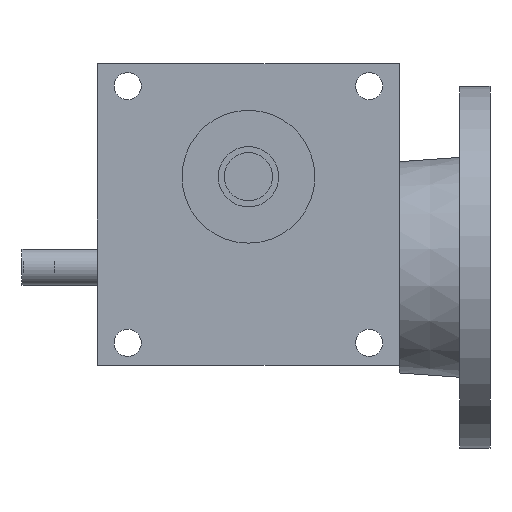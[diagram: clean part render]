
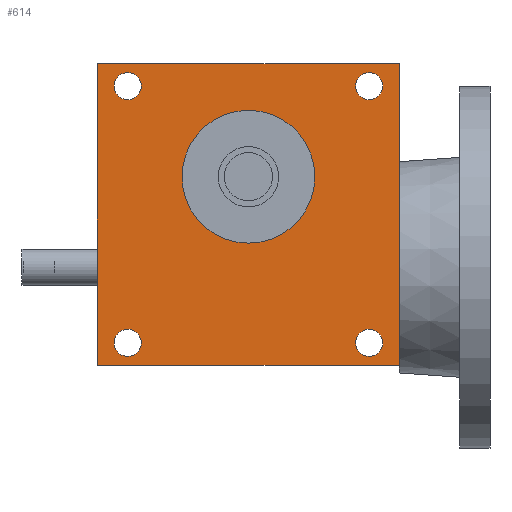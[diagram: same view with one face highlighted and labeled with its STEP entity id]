
A CAD part, front view. The second image highlights one B-rep face of the part: STEP entity #614.
In plain terms, the highlighted planar face has unit normal (0, -1, 0).
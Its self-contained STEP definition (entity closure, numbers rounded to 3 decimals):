
#614 = ADVANCED_FACE( '', ( #1278, #1279, #1280, #1281, #1282, #1283 ), #1284, .F. );
#1278 = FACE_BOUND( '', #1959, .T. );
#1279 = FACE_BOUND( '', #1960, .T. );
#1280 = FACE_BOUND( '', #1961, .T. );
#1281 = FACE_BOUND( '', #1962, .T. );
#1282 = FACE_BOUND( '', #1963, .T. );
#1283 = FACE_OUTER_BOUND( '', #1964, .T. );
#1284 = PLANE( '', #1965 );
#1959 = EDGE_LOOP( '', ( #3377 ) );
#1960 = EDGE_LOOP( '', ( #3378 ) );
#1961 = EDGE_LOOP( '', ( #3379 ) );
#1962 = EDGE_LOOP( '', ( #3380 ) );
#1963 = EDGE_LOOP( '', ( #3381 ) );
#1964 = EDGE_LOOP( '', ( #3382, #3383, #3384, #3385 ) );
#1965 = AXIS2_PLACEMENT_3D( '', #3386, #3387, #3388 );
#3377 = ORIENTED_EDGE( '', *, *, #4083, .T. );
#3378 = ORIENTED_EDGE( '', *, *, #3691, .T. );
#3379 = ORIENTED_EDGE( '', *, *, #3780, .T. );
#3380 = ORIENTED_EDGE( '', *, *, #4232, .T. );
#3381 = ORIENTED_EDGE( '', *, *, #3928, .T. );
#3382 = ORIENTED_EDGE( '', *, *, #3826, .T. );
#3383 = ORIENTED_EDGE( '', *, *, #3988, .F. );
#3384 = ORIENTED_EDGE( '', *, *, #4074, .F. );
#3385 = ORIENTED_EDGE( '', *, *, #4024, .T. );
#3386 = CARTESIAN_POINT( '', ( -50., -35., 50. ) );
#3387 = DIRECTION( '', ( 0., 1., 0. ) );
#3388 = DIRECTION( '', ( 0., 0., 1. ) );
#3691 = EDGE_CURVE( '', #4307, #4307, #4308, .T. );
#3780 = EDGE_CURVE( '', #4461, #4461, #4462, .T. );
#3826 = EDGE_CURVE( '', #4536, #4540, #4542, .T. );
#3928 = EDGE_CURVE( '', #4709, #4709, #4710, .T. );
#3988 = EDGE_CURVE( '', #4795, #4540, #4797, .T. );
#4024 = EDGE_CURVE( '', #4851, #4536, #4852, .T. );
#4074 = EDGE_CURVE( '', #4851, #4795, #4923, .T. );
#4083 = EDGE_CURVE( '', #4933, #4933, #4934, .T. );
#4232 = EDGE_CURVE( '', #5127, #5127, #5128, .T. );
#4307 = VERTEX_POINT( '', #5235 );
#4308 = CIRCLE( '', #5236, 4.5 );
#4461 = VERTEX_POINT( '', #5458 );
#4462 = CIRCLE( '', #5459, 4.5 );
#4536 = VERTEX_POINT( '', #5553 );
#4540 = VERTEX_POINT( '', #5559 );
#4542 = LINE( '', #5562, #5563 );
#4709 = VERTEX_POINT( '', #5789 );
#4710 = CIRCLE( '', #5790, 22. );
#4795 = VERTEX_POINT( '', #5900 );
#4797 = LINE( '', #5903, #5904 );
#4851 = VERTEX_POINT( '', #5970 );
#4852 = LINE( '', #5971, #5972 );
#4923 = LINE( '', #6073, #6074 );
#4933 = VERTEX_POINT( '', #6088 );
#4934 = CIRCLE( '', #6089, 4.5 );
#5127 = VERTEX_POINT( '', #6337 );
#5128 = CIRCLE( '', #6338, 4.5 );
#5235 = CARTESIAN_POINT( '', ( -35.5, -35., 42.5 ) );
#5236 = AXIS2_PLACEMENT_3D( '', #6417, #6418, #6419 );
#5458 = CARTESIAN_POINT( '', ( -35.5, -35., -42.5 ) );
#5459 = AXIS2_PLACEMENT_3D( '', #6544, #6545, #6546 );
#5553 = CARTESIAN_POINT( '', ( -50., -35., -50. ) );
#5559 = CARTESIAN_POINT( '', ( 50., -35., -50. ) );
#5562 = CARTESIAN_POINT( '', ( -50., -35., -50. ) );
#5563 = VECTOR( '', #6609, 1000. );
#5789 = CARTESIAN_POINT( '', ( 22., -35., 12.5 ) );
#5790 = AXIS2_PLACEMENT_3D( '', #6720, #6721, #6722 );
#5900 = CARTESIAN_POINT( '', ( 50., -35., 50. ) );
#5903 = CARTESIAN_POINT( '', ( 50., -35., 50. ) );
#5904 = VECTOR( '', #6797, 1000. );
#5970 = CARTESIAN_POINT( '', ( -50., -35., 50. ) );
#5971 = CARTESIAN_POINT( '', ( -50., -35., 50. ) );
#5972 = VECTOR( '', #6846, 1000. );
#6073 = CARTESIAN_POINT( '', ( -50., -35., 50. ) );
#6074 = VECTOR( '', #6895, 1000. );
#6088 = CARTESIAN_POINT( '', ( 44.5, -35., 42.5 ) );
#6089 = AXIS2_PLACEMENT_3D( '', #6900, #6901, #6902 );
#6337 = CARTESIAN_POINT( '', ( 44.5, -35., -42.5 ) );
#6338 = AXIS2_PLACEMENT_3D( '', #7078, #7079, #7080 );
#6417 = CARTESIAN_POINT( '', ( -40., -35., 42.5 ) );
#6418 = DIRECTION( '', ( 0., 1., 0. ) );
#6419 = DIRECTION( '', ( 1., 0., 0. ) );
#6544 = CARTESIAN_POINT( '', ( -40., -35., -42.5 ) );
#6545 = DIRECTION( '', ( 0., 1., 0. ) );
#6546 = DIRECTION( '', ( 1., 0., 0. ) );
#6609 = DIRECTION( '', ( 1., 0., 0. ) );
#6720 = CARTESIAN_POINT( '', ( 0., -35., 12.5 ) );
#6721 = DIRECTION( '', ( 0., 1., 0. ) );
#6722 = DIRECTION( '', ( 1., 0., 0. ) );
#6797 = DIRECTION( '', ( 0., 0., -1. ) );
#6846 = DIRECTION( '', ( 0., 0., -1. ) );
#6895 = DIRECTION( '', ( 1., 0., 0. ) );
#6900 = CARTESIAN_POINT( '', ( 40., -35., 42.5 ) );
#6901 = DIRECTION( '', ( 0., 1., 0. ) );
#6902 = DIRECTION( '', ( 1., 0., 0. ) );
#7078 = CARTESIAN_POINT( '', ( 40., -35., -42.5 ) );
#7079 = DIRECTION( '', ( 0., 1., 0. ) );
#7080 = DIRECTION( '', ( 1., 0., 0. ) );
